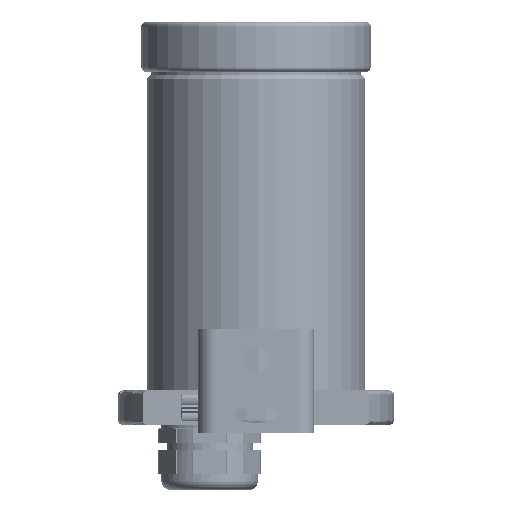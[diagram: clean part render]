
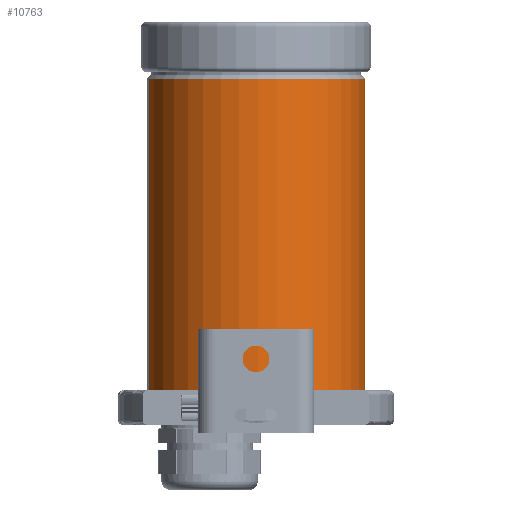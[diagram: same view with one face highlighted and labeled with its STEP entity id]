
A CAD part, front view. The second image highlights one B-rep face of the part: STEP entity #10763.
In plain terms, the highlighted cylindrical face has radius 59.69 mm (diameter 119.38 mm), a partial arc.
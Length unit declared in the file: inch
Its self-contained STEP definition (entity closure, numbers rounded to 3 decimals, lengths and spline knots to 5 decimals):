
#6943 = DIRECTION ( 'NONE',  ( 0., 0., 1. ) ) ;
#7859 = CARTESIAN_POINT ( 'NONE',  ( 0., 0., -2.975 ) ) ;
#10763 = ADVANCED_FACE ( 'NONE', ( #92800 ), #56536, .T. ) ;
#11027 = ORIENTED_EDGE ( 'NONE', *, *, #65174, .T. ) ;
#11114 = DIRECTION ( 'NONE',  ( -1., 0., 0. ) ) ;
#15059 = EDGE_CURVE ( 'NONE', #89091, #77923, #38712, .T. ) ;
#17776 = VECTOR ( 'NONE', #70715, 39.37008 ) ;
#20070 = LINE ( 'NONE', #56884, #17776 ) ;
#21954 = EDGE_LOOP ( 'NONE', ( #53470, #38452, #11027, #84306 ) ) ;
#27187 = CARTESIAN_POINT ( 'NONE',  ( -2.35, 0., 3.75 ) ) ;
#27348 = CARTESIAN_POINT ( 'NONE',  ( 0., 0., 3.75 ) ) ;
#27733 = CARTESIAN_POINT ( 'NONE',  ( -2.35, 0., -2.975 ) ) ;
#29850 = DIRECTION ( 'NONE',  ( -1., 0., 0. ) ) ;
#30136 = CARTESIAN_POINT ( 'NONE',  ( 2.35, 0., 3.75 ) ) ;
#30346 = CARTESIAN_POINT ( 'NONE',  ( 0., 0., 3.75 ) ) ;
#31943 = EDGE_CURVE ( 'NONE', #89091, #71414, #59692, .T. ) ;
#36637 = CARTESIAN_POINT ( 'NONE',  ( 2.35, 0., -2.975 ) ) ;
#38452 = ORIENTED_EDGE ( 'NONE', *, *, #15059, .T. ) ;
#38712 = LINE ( 'NONE', #30136, #43403 ) ;
#42911 = AXIS2_PLACEMENT_3D ( 'NONE', #7859, #6943, #29850 ) ;
#43263 = DIRECTION ( 'NONE',  ( 0., 0., 1. ) ) ;
#43403 = VECTOR ( 'NONE', #88434, 39.37008 ) ;
#53470 = ORIENTED_EDGE ( 'NONE', *, *, #31943, .F. ) ;
#56536 = CYLINDRICAL_SURFACE ( 'NONE', #59986, 2.35 ) ;
#56884 = CARTESIAN_POINT ( 'NONE',  ( -2.35, 0., 3.75 ) ) ;
#59541 = DIRECTION ( 'NONE',  ( 1., 0., 0. ) ) ;
#59692 = CIRCLE ( 'NONE', #64251, 2.35 ) ;
#59986 = AXIS2_PLACEMENT_3D ( 'NONE', #27348, #62734, #11114 ) ;
#62734 = DIRECTION ( 'NONE',  ( 0., 0., -1. ) ) ;
#62809 = CIRCLE ( 'NONE', #42911, 2.35 ) ;
#64251 = AXIS2_PLACEMENT_3D ( 'NONE', #30346, #43263, #59541 ) ;
#65174 = EDGE_CURVE ( 'NONE', #77923, #80835, #62809, .T. ) ;
#65319 = CARTESIAN_POINT ( 'NONE',  ( 2.35, 0., 3.75 ) ) ;
#70715 = DIRECTION ( 'NONE',  ( 0., 0., -1. ) ) ;
#71414 = VERTEX_POINT ( 'NONE', #27187 ) ;
#75702 = EDGE_CURVE ( 'NONE', #71414, #80835, #20070, .T. ) ;
#77923 = VERTEX_POINT ( 'NONE', #36637 ) ;
#80835 = VERTEX_POINT ( 'NONE', #27733 ) ;
#84306 = ORIENTED_EDGE ( 'NONE', *, *, #75702, .F. ) ;
#88434 = DIRECTION ( 'NONE',  ( 0., 0., -1. ) ) ;
#89091 = VERTEX_POINT ( 'NONE', #65319 ) ;
#92800 = FACE_OUTER_BOUND ( 'NONE', #21954, .T. ) ;
